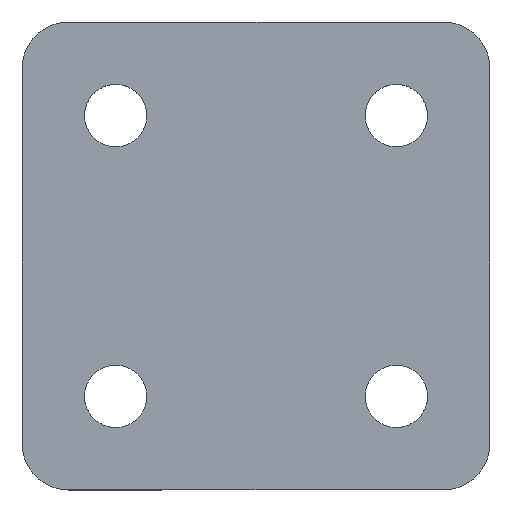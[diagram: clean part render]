
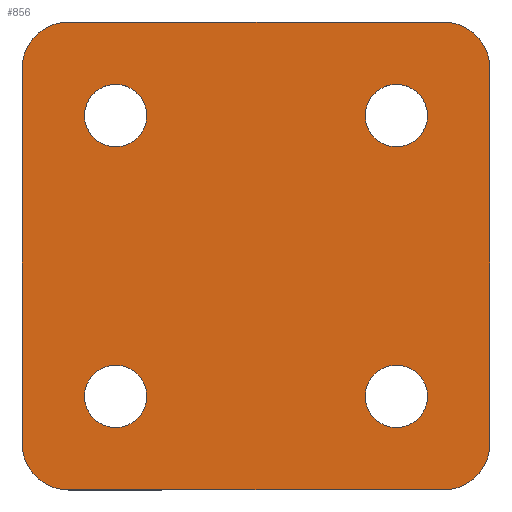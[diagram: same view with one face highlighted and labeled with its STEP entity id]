
A CAD part, top view. The second image highlights one B-rep face of the part: STEP entity #856.
In plain terms, the highlighted planar face has unit normal (0, 0, 1).
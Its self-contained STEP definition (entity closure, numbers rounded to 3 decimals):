
#1 = CARTESIAN_POINT ( 'NONE',  ( 9., 9., 3. ) ) ;
#3 = EDGE_CURVE ( 'NONE', #138, #359, #1217, .T. ) ;
#7 = EDGE_CURVE ( 'NONE', #690, #1094, #972, .T. ) ;
#11 = CIRCLE ( 'NONE', #751, 2. ) ;
#21 = CARTESIAN_POINT ( 'NONE',  ( 9., -7., 3. ) ) ;
#22 = CARTESIAN_POINT ( 'NONE',  ( -9., 9., 3. ) ) ;
#27 = LINE ( 'NONE', #680, #1087 ) ;
#46 = EDGE_CURVE ( 'NONE', #804, #138, #135, .T. ) ;
#52 = DIRECTION ( 'NONE',  ( 0., 1., 0. ) ) ;
#55 = DIRECTION ( 'NONE',  ( 0., 1., 0. ) ) ;
#77 = ORIENTED_EDGE ( 'NONE', *, *, #614, .F. ) ;
#85 = VECTOR ( 'NONE', #256, 1000. ) ;
#87 = FACE_BOUND ( 'NONE', #346, .T. ) ;
#96 = AXIS2_PLACEMENT_3D ( 'NONE', #239, #1083, #229 ) ;
#98 = CARTESIAN_POINT ( 'NONE',  ( 12., 15., 3. ) ) ;
#99 = DIRECTION ( 'NONE',  ( 0., 1., 0. ) ) ;
#135 = CIRCLE ( 'NONE', #1028, 3. ) ;
#138 = VERTEX_POINT ( 'NONE', #335 ) ;
#144 = AXIS2_PLACEMENT_3D ( 'NONE', #483, #1138, #863 ) ;
#145 = CARTESIAN_POINT ( 'NONE',  ( 0., 0., 3. ) ) ;
#149 = CIRCLE ( 'NONE', #219, 2. ) ;
#175 = DIRECTION ( 'NONE',  ( 0., 0., -1. ) ) ;
#181 = VERTEX_POINT ( 'NONE', #233 ) ;
#183 = ORIENTED_EDGE ( 'NONE', *, *, #1103, .F. ) ;
#197 = DIRECTION ( 'NONE',  ( 1., 0., 0. ) ) ;
#203 = EDGE_CURVE ( 'NONE', #359, #240, #371, .T. ) ;
#214 = CARTESIAN_POINT ( 'NONE',  ( 0., -15., 3. ) ) ;
#219 = AXIS2_PLACEMENT_3D ( 'NONE', #1, #496, #766 ) ;
#229 = DIRECTION ( 'NONE',  ( 0., 1., 0. ) ) ;
#233 = CARTESIAN_POINT ( 'NONE',  ( 9., 7., 3. ) ) ;
#239 = CARTESIAN_POINT ( 'NONE',  ( 12., -12., 3. ) ) ;
#240 = VERTEX_POINT ( 'NONE', #272 ) ;
#244 = EDGE_CURVE ( 'NONE', #929, #654, #999, .T. ) ;
#255 = EDGE_LOOP ( 'NONE', ( #739, #710, #77, #748, #330, #1075, #497, #457 ) ) ;
#256 = DIRECTION ( 'NONE',  ( -1., 0., 0. ) ) ;
#272 = CARTESIAN_POINT ( 'NONE',  ( 15., 12., 3. ) ) ;
#276 = CIRCLE ( 'NONE', #408, 2. ) ;
#282 = CARTESIAN_POINT ( 'NONE',  ( -9., -7., 3. ) ) ;
#292 = DIRECTION ( 'NONE',  ( 0., -1., 0. ) ) ;
#319 = ORIENTED_EDGE ( 'NONE', *, *, #630, .F. ) ;
#325 = DIRECTION ( 'NONE',  ( 0., 1., 0. ) ) ;
#330 = ORIENTED_EDGE ( 'NONE', *, *, #3, .F. ) ;
#333 = CARTESIAN_POINT ( 'NONE',  ( 12., -15., 3. ) ) ;
#335 = CARTESIAN_POINT ( 'NONE',  ( -12., 15., 3. ) ) ;
#346 = EDGE_LOOP ( 'NONE', ( #540, #319 ) ) ;
#359 = VERTEX_POINT ( 'NONE', #98 ) ;
#371 = CIRCLE ( 'NONE', #1069, 3. ) ;
#381 = AXIS2_PLACEMENT_3D ( 'NONE', #22, #1051, #694 ) ;
#388 = DIRECTION ( 'NONE',  ( 0., 1., 0. ) ) ;
#395 = DIRECTION ( 'NONE',  ( 0., 0., -1. ) ) ;
#408 = AXIS2_PLACEMENT_3D ( 'NONE', #1192, #819, #55 ) ;
#413 = EDGE_CURVE ( 'NONE', #634, #1016, #826, .T. ) ;
#426 = CIRCLE ( 'NONE', #144, 2. ) ;
#428 = VECTOR ( 'NONE', #197, 1000. ) ;
#432 = EDGE_CURVE ( 'NONE', #1094, #690, #744, .T. ) ;
#440 = VECTOR ( 'NONE', #1134, 1000. ) ;
#457 = ORIENTED_EDGE ( 'NONE', *, *, #244, .F. ) ;
#466 = CARTESIAN_POINT ( 'NONE',  ( 15., 0., 3. ) ) ;
#477 = VERTEX_POINT ( 'NONE', #528 ) ;
#481 = CARTESIAN_POINT ( 'NONE',  ( -12., 12., 3. ) ) ;
#483 = CARTESIAN_POINT ( 'NONE',  ( -9., -9., 3. ) ) ;
#493 = AXIS2_PLACEMENT_3D ( 'NONE', #611, #617, #52 ) ;
#496 = DIRECTION ( 'NONE',  ( 0., 0., 1. ) ) ;
#497 = ORIENTED_EDGE ( 'NONE', *, *, #1129, .F. ) ;
#500 = EDGE_CURVE ( 'NONE', #821, #853, #773, .T. ) ;
#519 = LINE ( 'NONE', #466, #440 ) ;
#526 = CARTESIAN_POINT ( 'NONE',  ( -12., -15., 3. ) ) ;
#528 = CARTESIAN_POINT ( 'NONE',  ( 9., -11., 3. ) ) ;
#532 = CARTESIAN_POINT ( 'NONE',  ( -9., -11., 3. ) ) ;
#540 = ORIENTED_EDGE ( 'NONE', *, *, #413, .F. ) ;
#559 = CARTESIAN_POINT ( 'NONE',  ( -12., -12., 3. ) ) ;
#570 = CARTESIAN_POINT ( 'NONE',  ( -9., 7., 3. ) ) ;
#576 = ORIENTED_EDGE ( 'NONE', *, *, #877, .F. ) ;
#595 = CARTESIAN_POINT ( 'NONE',  ( -9., -9., 3. ) ) ;
#596 = LINE ( 'NONE', #214, #85 ) ;
#599 = CARTESIAN_POINT ( 'NONE',  ( -15., 12., 3. ) ) ;
#611 = CARTESIAN_POINT ( 'NONE',  ( 9., -9., 3. ) ) ;
#614 = EDGE_CURVE ( 'NONE', #240, #821, #519, .T. ) ;
#617 = DIRECTION ( 'NONE',  ( 0., 0., 1. ) ) ;
#630 = EDGE_CURVE ( 'NONE', #1016, #634, #426, .T. ) ;
#634 = VERTEX_POINT ( 'NONE', #282 ) ;
#646 = ORIENTED_EDGE ( 'NONE', *, *, #432, .F. ) ;
#654 = VERTEX_POINT ( 'NONE', #936 ) ;
#671 = EDGE_LOOP ( 'NONE', ( #847, #183 ) ) ;
#680 = CARTESIAN_POINT ( 'NONE',  ( -15., 0., 3. ) ) ;
#681 = PLANE ( 'NONE',  #970 ) ;
#682 = DIRECTION ( 'NONE',  ( 0., 0., 1. ) ) ;
#690 = VERTEX_POINT ( 'NONE', #570 ) ;
#694 = DIRECTION ( 'NONE',  ( 0., 1., 0. ) ) ;
#707 = ORIENTED_EDGE ( 'NONE', *, *, #1146, .F. ) ;
#710 = ORIENTED_EDGE ( 'NONE', *, *, #500, .F. ) ;
#739 = ORIENTED_EDGE ( 'NONE', *, *, #1135, .F. ) ;
#743 = DIRECTION ( 'NONE',  ( 0., -1., 0. ) ) ;
#744 = CIRCLE ( 'NONE', #381, 2. ) ;
#748 = ORIENTED_EDGE ( 'NONE', *, *, #203, .F. ) ;
#751 = AXIS2_PLACEMENT_3D ( 'NONE', #1191, #833, #1023 ) ;
#765 = CARTESIAN_POINT ( 'NONE',  ( 0., 15., 3. ) ) ;
#766 = DIRECTION ( 'NONE',  ( 0., 1., 0. ) ) ;
#773 = CIRCLE ( 'NONE', #96, 3. ) ;
#774 = CIRCLE ( 'NONE', #493, 2. ) ;
#782 = VERTEX_POINT ( 'NONE', #21 ) ;
#786 = AXIS2_PLACEMENT_3D ( 'NONE', #559, #175, #743 ) ;
#804 = VERTEX_POINT ( 'NONE', #599 ) ;
#819 = DIRECTION ( 'NONE',  ( 0., 0., 1. ) ) ;
#821 = VERTEX_POINT ( 'NONE', #1164 ) ;
#826 = CIRCLE ( 'NONE', #1119, 2. ) ;
#833 = DIRECTION ( 'NONE',  ( 0., 0., 1. ) ) ;
#837 = DIRECTION ( 'NONE',  ( 0., -1., 0. ) ) ;
#847 = ORIENTED_EDGE ( 'NONE', *, *, #981, .F. ) ;
#853 = VERTEX_POINT ( 'NONE', #333 ) ;
#856 = ADVANCED_FACE ( 'NONE', ( #1122, #87, #1205, #1000, #1059 ), #681, .F. ) ;
#860 = ORIENTED_EDGE ( 'NONE', *, *, #7, .F. ) ;
#863 = DIRECTION ( 'NONE',  ( 0., 1., 0. ) ) ;
#871 = DIRECTION ( 'NONE',  ( 0., 1., 0. ) ) ;
#877 = EDGE_CURVE ( 'NONE', #477, #782, #774, .T. ) ;
#879 = DIRECTION ( 'NONE',  ( 0., 0., -1. ) ) ;
#916 = DIRECTION ( 'NONE',  ( 0., 0., -1. ) ) ;
#929 = VERTEX_POINT ( 'NONE', #526 ) ;
#936 = CARTESIAN_POINT ( 'NONE',  ( -15., -12., 3. ) ) ;
#970 = AXIS2_PLACEMENT_3D ( 'NONE', #145, #879, #325 ) ;
#972 = CIRCLE ( 'NONE', #996, 2. ) ;
#981 = EDGE_CURVE ( 'NONE', #1209, #181, #11, .T. ) ;
#996 = AXIS2_PLACEMENT_3D ( 'NONE', #1140, #1149, #388 ) ;
#999 = CIRCLE ( 'NONE', #786, 3. ) ;
#1000 = FACE_BOUND ( 'NONE', #1109, .T. ) ;
#1016 = VERTEX_POINT ( 'NONE', #532 ) ;
#1018 = CARTESIAN_POINT ( 'NONE',  ( 12., 12., 3. ) ) ;
#1020 = CARTESIAN_POINT ( 'NONE',  ( 9., 11., 3. ) ) ;
#1023 = DIRECTION ( 'NONE',  ( 0., 1., 0. ) ) ;
#1028 = AXIS2_PLACEMENT_3D ( 'NONE', #481, #395, #292 ) ;
#1051 = DIRECTION ( 'NONE',  ( 0., 0., 1. ) ) ;
#1059 = FACE_BOUND ( 'NONE', #1108, .T. ) ;
#1069 = AXIS2_PLACEMENT_3D ( 'NONE', #1018, #916, #837 ) ;
#1075 = ORIENTED_EDGE ( 'NONE', *, *, #46, .F. ) ;
#1083 = DIRECTION ( 'NONE',  ( 0., 0., -1. ) ) ;
#1087 = VECTOR ( 'NONE', #99, 1000. ) ;
#1094 = VERTEX_POINT ( 'NONE', #1136 ) ;
#1103 = EDGE_CURVE ( 'NONE', #181, #1209, #149, .T. ) ;
#1108 = EDGE_LOOP ( 'NONE', ( #646, #860 ) ) ;
#1109 = EDGE_LOOP ( 'NONE', ( #707, #576 ) ) ;
#1119 = AXIS2_PLACEMENT_3D ( 'NONE', #595, #682, #871 ) ;
#1122 = FACE_OUTER_BOUND ( 'NONE', #255, .T. ) ;
#1129 = EDGE_CURVE ( 'NONE', #654, #804, #27, .T. ) ;
#1134 = DIRECTION ( 'NONE',  ( 0., -1., 0. ) ) ;
#1135 = EDGE_CURVE ( 'NONE', #853, #929, #596, .T. ) ;
#1136 = CARTESIAN_POINT ( 'NONE',  ( -9., 11., 3. ) ) ;
#1138 = DIRECTION ( 'NONE',  ( 0., 0., 1. ) ) ;
#1140 = CARTESIAN_POINT ( 'NONE',  ( -9., 9., 3. ) ) ;
#1146 = EDGE_CURVE ( 'NONE', #782, #477, #276, .T. ) ;
#1149 = DIRECTION ( 'NONE',  ( 0., 0., 1. ) ) ;
#1164 = CARTESIAN_POINT ( 'NONE',  ( 15., -12., 3. ) ) ;
#1191 = CARTESIAN_POINT ( 'NONE',  ( 9., 9., 3. ) ) ;
#1192 = CARTESIAN_POINT ( 'NONE',  ( 9., -9., 3. ) ) ;
#1205 = FACE_BOUND ( 'NONE', #671, .T. ) ;
#1209 = VERTEX_POINT ( 'NONE', #1020 ) ;
#1217 = LINE ( 'NONE', #765, #428 ) ;
